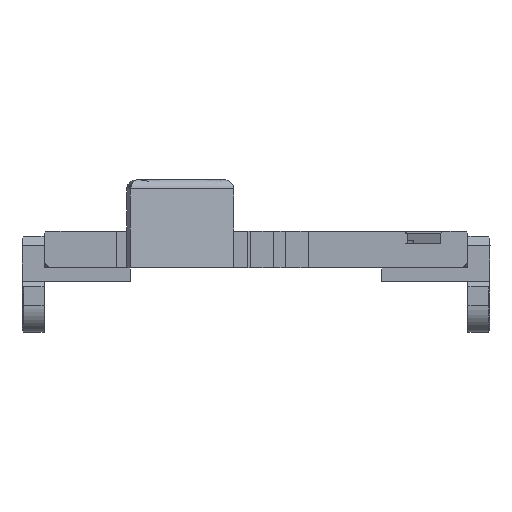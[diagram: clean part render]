
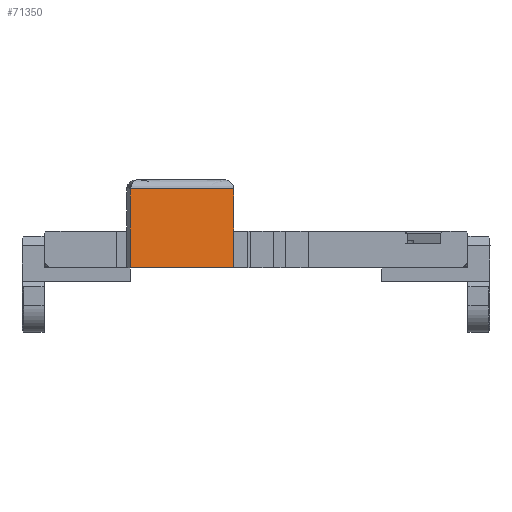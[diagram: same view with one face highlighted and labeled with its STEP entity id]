
A CAD part, left-side view. The second image highlights one B-rep face of the part: STEP entity #71350.
In plain terms, the highlighted free-form (B-spline) face has degree [1, 1] with [2, 2] control points.
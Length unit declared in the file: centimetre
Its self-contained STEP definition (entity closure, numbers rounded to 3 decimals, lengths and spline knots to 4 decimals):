
#38470 = CARTESIAN_POINT ('', (29.9439, 29.579, 98.7559));
#38480 = VERTEX_POINT ('', #38470);
#38540 = CARTESIAN_POINT ('', (29.9439, 29.579, 103.3));
#38550 = VERTEX_POINT ('', #38540);
#38560 = CARTESIAN_POINT ('', (29.9439, 29.579, 98.7559));
#38570 = CARTESIAN_POINT ('', (29.9439, 29.579, 103.3));
#38580 = B_SPLINE_CURVE_WITH_KNOTS ('', 1, (#38560, #38570), .UNSPECIFIED., .F., .U., (2, 2), (0., 0.631), .UNSPECIFIED.);
#38590 = EDGE_CURVE ('', #38480, #38550, #38580, .T.);
#38610 = CARTESIAN_POINT ('', (29.9439, 29.579, 104.682));
#38620 = VERTEX_POINT ('', #38610);
#38630 = CARTESIAN_POINT ('', (29.9439, 29.579, 104.682));
#38640 = CARTESIAN_POINT ('', (29.9439, 29.579, 103.3));
#38650 = B_SPLINE_CURVE_WITH_KNOTS ('', 1, (#38630, #38640), .UNSPECIFIED., .F., .U., (2, 2), (0., 1.), .UNSPECIFIED.);
#38660 = EDGE_CURVE ('', #38620, #38550, #38650, .T.);
#38680 = CARTESIAN_POINT ('', (29.9439, 29.579, 107.3397));
#38690 = VERTEX_POINT ('', #38680);
#38700 = CARTESIAN_POINT ('', (29.9439, 29.579, 104.682));
#38710 = CARTESIAN_POINT ('', (29.9439, 29.579, 107.3397));
#38720 = B_SPLINE_CURVE_WITH_KNOTS ('', 1, (#38700, #38710), .UNSPECIFIED., .F., .U., (2, 2), (0.631, 1.), .UNSPECIFIED.);
#38730 = EDGE_CURVE ('', #38620, #38690, #38720, .T.);
#39450 = CARTESIAN_POINT ('', (31.7562, 18.324, 104.682));
#39460 = VERTEX_POINT ('', #39450);
#39470 = CARTESIAN_POINT ('', (31.7562, 18.324, 107.3397));
#39480 = VERTEX_POINT ('', #39470);
#39490 = CARTESIAN_POINT ('', (31.7562, 18.324, 104.682));
#39500 = CARTESIAN_POINT ('', (31.7562, 18.324, 107.3397));
#39510 = B_SPLINE_CURVE_WITH_KNOTS ('', 1, (#39490, #39500), .UNSPECIFIED., .F., .U., (2, 2), (0.631, 1.), .UNSPECIFIED.);
#39520 = EDGE_CURVE ('', #39460, #39480, #39510, .T.);
#39540 = CARTESIAN_POINT ('', (31.7562, 18.324, 103.3));
#39550 = VERTEX_POINT ('', #39540);
#39560 = CARTESIAN_POINT ('', (31.7562, 18.324, 104.682));
#39570 = CARTESIAN_POINT ('', (31.7562, 18.324, 103.3));
#39580 = B_SPLINE_CURVE_WITH_KNOTS ('', 1, (#39560, #39570), .UNSPECIFIED., .F., .U., (2, 2), (0., 1.), .UNSPECIFIED.);
#39590 = EDGE_CURVE ('', #39460, #39550, #39580, .T.);
#39610 = CARTESIAN_POINT ('', (31.7562, 18.324, 98.7559));
#39620 = VERTEX_POINT ('', #39610);
#39630 = CARTESIAN_POINT ('', (31.7562, 18.324, 98.7559));
#39640 = CARTESIAN_POINT ('', (31.7562, 18.324, 103.3));
#39650 = B_SPLINE_CURVE_WITH_KNOTS ('', 1, (#39630, #39640), .UNSPECIFIED., .F., .U., (2, 2), (0., 0.631), .UNSPECIFIED.);
#39660 = EDGE_CURVE ('', #39620, #39550, #39650, .T.);
#70440 = CARTESIAN_POINT ('', (29.9439, 29.579, 107.3397));
#70450 = CARTESIAN_POINT ('', (31.7562, 18.324, 107.3397));
#70460 = B_SPLINE_CURVE_WITH_KNOTS ('', 1, (#70440, #70450), .UNSPECIFIED., .F., .U., (2, 2), (5.7, 17.1), .UNSPECIFIED.);
#70470 = EDGE_CURVE ('', #38690, #39480, #70460, .T.);
#71160 = CARTESIAN_POINT ('', (29.9439, 29.579, 98.7559));
#71170 = CARTESIAN_POINT ('', (31.7562, 18.324, 98.7559));
#71180 = B_SPLINE_CURVE_WITH_KNOTS ('', 1, (#71160, #71170), .UNSPECIFIED., .F., .U., (2, 2), (16.6965, 28.0965), .UNSPECIFIED.);
#71190 = EDGE_CURVE ('', #38480, #39620, #71180, .T.);
#71200 = ORIENTED_EDGE ('', *, *, #71190, .T.);
#71210 = ORIENTED_EDGE ('', *, *, #39660, .T.);
#71220 = ORIENTED_EDGE ('', *, *, #39590, .F.);
#71230 = ORIENTED_EDGE ('', *, *, #39520, .T.);
#71240 = ORIENTED_EDGE ('', *, *, #70470, .F.);
#71250 = ORIENTED_EDGE ('', *, *, #38730, .F.);
#71260 = ORIENTED_EDGE ('', *, *, #38660, .T.);
#71270 = ORIENTED_EDGE ('', *, *, #38590, .F.);
#71280 = EDGE_LOOP ('', (#71200, #71210, #71220, #71230, #71240, #71250, #71260, #71270));
#71290 = FACE_OUTER_BOUND ('', #71280, .T.);
#71300 = CARTESIAN_POINT ('', (29.9439, 29.579, 98.7559));
#71310 = CARTESIAN_POINT ('', (29.9439, 29.579, 108.3397));
#71320 = CARTESIAN_POINT ('', (31.7562, 18.324, 98.7559));
#71330 = CARTESIAN_POINT ('', (31.7562, 18.324, 108.3397));
#71340 = B_SPLINE_SURFACE_WITH_KNOTS ('', 1, 1, ((#71300, #71310), (#71320, #71330)), .UNSPECIFIED., .F., .F., .U., (2, 2), (2, 2), (16.6965, 28.0965), (0., 1.4304), .UNSPECIFIED.);
#71350 = ADVANCED_FACE ('', (#71290), #71340, .T.);
